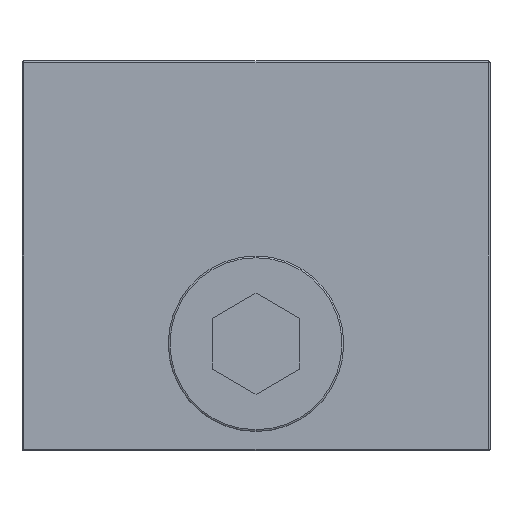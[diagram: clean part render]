
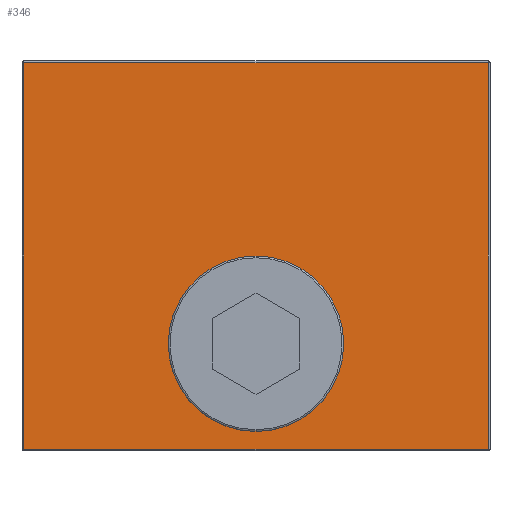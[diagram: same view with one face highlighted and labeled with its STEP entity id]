
A CAD part, front view. The second image highlights one B-rep face of the part: STEP entity #346.
In plain terms, the highlighted planar face has unit normal (0, -1, 0).
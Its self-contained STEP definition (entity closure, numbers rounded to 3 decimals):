
#25 = CARTESIAN_POINT ( 'NONE',  ( -12., -10., 19.9 ) ) ;
#28 = LINE ( 'NONE', #25, #161 ) ;
#39 = LINE ( 'NONE', #45, #157 ) ;
#44 = DIRECTION ( 'NONE',  ( -1., 0., 0. ) ) ;
#45 = CARTESIAN_POINT ( 'NONE',  ( -11.9, -10., 20. ) ) ;
#46 = DIRECTION ( 'NONE',  ( 0., 0., -1. ) ) ;
#47 = LINE ( 'NONE', #48, #158 ) ;
#48 = CARTESIAN_POINT ( 'NONE',  ( -12., -10., 0.1 ) ) ;
#49 = DIRECTION ( 'NONE',  ( 1., 0., 0. ) ) ;
#50 = LINE ( 'NONE', #51, #156 ) ;
#51 = CARTESIAN_POINT ( 'NONE',  ( 11.9, -10., 20. ) ) ;
#52 = DIRECTION ( 'NONE',  ( 0., 0., 1. ) ) ;
#55 = CARTESIAN_POINT ( 'NONE',  ( 0., -10., 5.5 ) ) ;
#56 = DIRECTION ( 'NONE',  ( 0., 1., 0. ) ) ;
#57 = DIRECTION ( 'NONE',  ( -1., 0., 0. ) ) ;
#153 = AXIS2_PLACEMENT_3D ( 'NONE', #55, #56, #57 ) ;
#155 = CIRCLE ( 'NONE', #153, 4.4 ) ;
#156 = VECTOR ( 'NONE', #52, 1000. ) ;
#157 = VECTOR ( 'NONE', #46, 1000. ) ;
#158 = VECTOR ( 'NONE', #49, 1000. ) ;
#161 = VECTOR ( 'NONE', #44, 1000. ) ;
#346 = ADVANCED_FACE ( 'NONE', ( #1424, #1425 ), #1136, .F. ) ;
#364 = AXIS2_PLACEMENT_3D ( 'NONE', #1135, #1427, #1428 ) ;
#713 = ORIENTED_EDGE ( 'NONE', *, *, #1650, .T. ) ;
#714 = ORIENTED_EDGE ( 'NONE', *, *, #1601, .T. ) ;
#715 = ORIENTED_EDGE ( 'NONE', *, *, #1649, .T. ) ;
#717 = ORIENTED_EDGE ( 'NONE', *, *, #1648, .T. ) ;
#718 = ORIENTED_EDGE ( 'NONE', *, *, #1647, .T. ) ;
#719 = ORIENTED_EDGE ( 'NONE', *, *, #1646, .T. ) ;
#774 = CARTESIAN_POINT ( 'NONE',  ( 0., -10., 5.5 ) ) ;
#775 = DIRECTION ( 'NONE',  ( 0., 1., 0. ) ) ;
#776 = DIRECTION ( 'NONE',  ( -1., 0., 0. ) ) ;
#1028 = CARTESIAN_POINT ( 'NONE',  ( 11.9, -10., 0.1 ) ) ;
#1029 = CARTESIAN_POINT ( 'NONE',  ( 0., -10., 1.1 ) ) ;
#1031 = CARTESIAN_POINT ( 'NONE',  ( 11.9, -10., 19.9 ) ) ;
#1058 = CARTESIAN_POINT ( 'NONE',  ( -11.9, -10., 0.1 ) ) ;
#1135 = CARTESIAN_POINT ( 'NONE',  ( -12., -10., 20. ) ) ;
#1136 = PLANE ( 'NONE',  #364 ) ;
#1144 = EDGE_LOOP ( 'NONE', ( #719, #718, #717, #715 ) ) ;
#1182 = VERTEX_POINT ( 'NONE', #1527 ) ;
#1183 = VERTEX_POINT ( 'NONE', #1528 ) ;
#1200 = VERTEX_POINT ( 'NONE', #1028 ) ;
#1201 = VERTEX_POINT ( 'NONE', #1029 ) ;
#1203 = VERTEX_POINT ( 'NONE', #1031 ) ;
#1231 = VERTEX_POINT ( 'NONE', #1058 ) ;
#1270 = EDGE_LOOP ( 'NONE', ( #714, #713 ) ) ;
#1424 = FACE_OUTER_BOUND ( 'NONE', #1144, .T. ) ;
#1425 = FACE_BOUND ( 'NONE', #1270, .T. ) ;
#1427 = DIRECTION ( 'NONE',  ( 0., 1., 0. ) ) ;
#1428 = DIRECTION ( 'NONE',  ( -1., 0., 0. ) ) ;
#1527 = CARTESIAN_POINT ( 'NONE',  ( -11.9, -10., 19.9 ) ) ;
#1528 = CARTESIAN_POINT ( 'NONE',  ( 0., -10., 9.9 ) ) ;
#1601 = EDGE_CURVE ( 'NONE', #1183, #1201, #1785, .T. ) ;
#1646 = EDGE_CURVE ( 'NONE', #1203, #1182, #28, .T. ) ;
#1647 = EDGE_CURVE ( 'NONE', #1182, #1231, #39, .T. ) ;
#1648 = EDGE_CURVE ( 'NONE', #1231, #1200, #47, .T. ) ;
#1649 = EDGE_CURVE ( 'NONE', #1200, #1203, #50, .T. ) ;
#1650 = EDGE_CURVE ( 'NONE', #1201, #1183, #155, .T. ) ;
#1785 = CIRCLE ( 'NONE', #1787, 4.4 ) ;
#1787 = AXIS2_PLACEMENT_3D ( 'NONE', #774, #775, #776 ) ;
